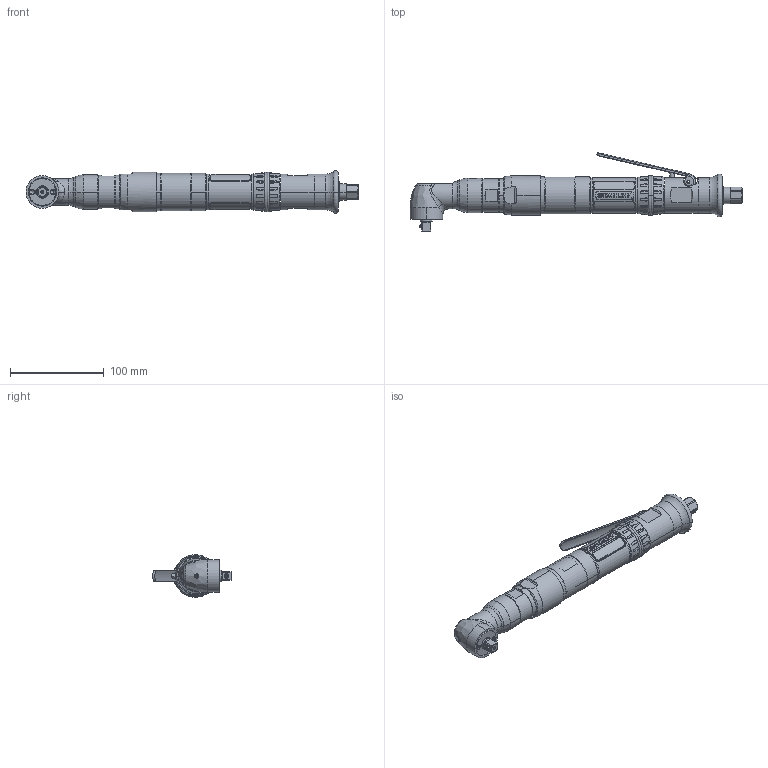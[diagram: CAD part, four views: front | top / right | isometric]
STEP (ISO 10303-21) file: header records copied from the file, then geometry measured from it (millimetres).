
FILE_DESCRIPTION((''),'2;1');
FILE_NAME('AA23LA18S-30','2010-09-07T',('EJF1116'),(''),'PRO/ENGINEER BY PARAMETRIC TECHNOLOGY CORPORATION, 2005030','PRO/ENGINEER BY PARAMETRIC TECHNOLOGY CORPORATION, 2005030','');
FILE_SCHEMA(('CONFIG_CONTROL_DESIGN'));
Length unit declared in the file: inch
Products named in the file (1): AA23LA18S-30
Bounding box: 353.71 x 84 x 45.42 mm (x, y, z)
Surface area: 95592 mm2 (no closed solid volume)
Topology: 0 solids, 113 shells, 764 faces, 3332 edges, 2553 vertices
Faces by surface type: cylinder 393, plane 205, bspline 85, cone 50, torus 27, extrusion 2, sphere 2
Entity records: 71631 total; most frequent: CARTESIAN_POINT 46710, ORIENTED_EDGE 4760, DIRECTION 4755, EDGE_CURVE 3326, VERTEX_POINT 2553, AXIS2_PLACEMENT_3D 1828, CIRCLE 1151, VECTOR 1099
